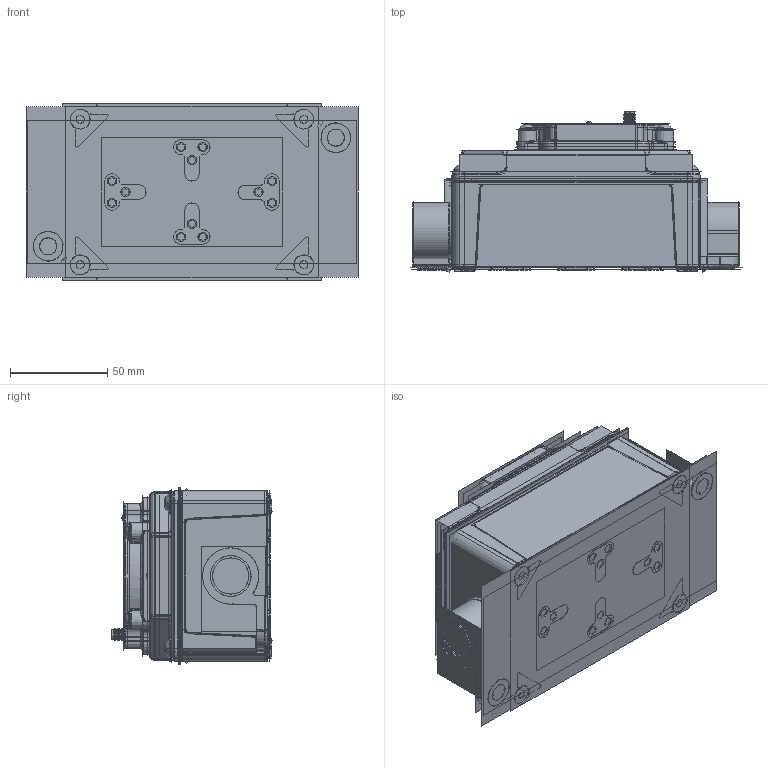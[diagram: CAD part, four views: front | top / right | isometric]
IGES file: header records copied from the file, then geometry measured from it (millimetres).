
Start section:  PTC IGES file: 188755.igs
Global section: file name: 188755.igs; native system: Creo Parametric by Parametric Technology Corporation; preprocessor: 2013230; author: pdmadmin; organization: Unknown; date: 20160128.141848; units: millimetre
Bounding box: 170.91 x 83.09 x 91.14 mm (x, y, z)
Volume: 179361.6 mm3; surface area: 1277954.4 mm2
Topology: 21 solids, 31 shells, 3840 faces, 19264 edges, 24480 vertices
Faces by surface type: revolution 2426, bspline 1414
